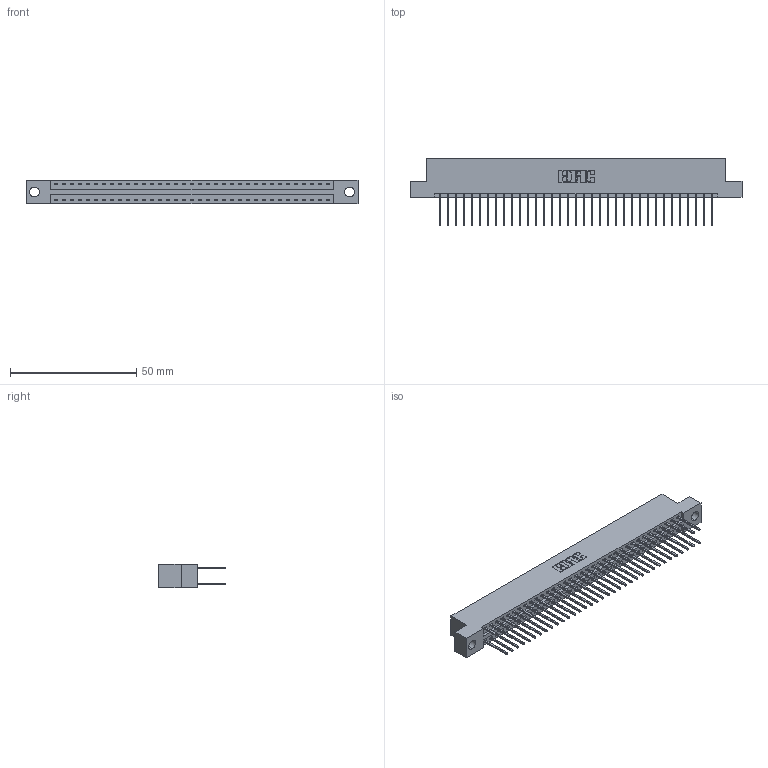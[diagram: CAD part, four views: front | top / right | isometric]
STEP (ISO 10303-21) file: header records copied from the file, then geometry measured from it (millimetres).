
FILE_DESCRIPTION (( 'STEP AP203' ), '1' );
FILE_NAME ('346-070-522-204.STEP', '2022-05-24T21:07:06', ( '' ), ( '' ), 'SwSTEP 2.0', 'SolidWorks 2020', '' );
FILE_SCHEMA (( 'CONFIG_CONTROL_DESIGN' ));
Length unit declared in the file: inch
Products named in the file (3): 346-070-522-204; 345-292-001_345-293-122; 346 Part_Flush Mounting Lugs - 0.156 Dia-TH
Assembly tree (71 placements, depth 2):
  346-070-522-204
    346 Part_Flush Mounting Lugs - 0.156 Dia-TH
    345-292-001_345-293-122  x70
Bounding box: 131.7 x 26.42 x 9.4 mm (x, y, z)
Volume: 12861.3 mm3; surface area: 18248.1 mm2
Topology: 71 solids, 71 shells, 3776 faces, 11215 edges, 7382 vertices
Faces by surface type: plane 2540, cylinder 1236
Entity records: 24221 total; most frequent: CARTESIAN_POINT 4006, ORIENTED_EDGE 3938, DIRECTION 3581, EDGE_CURVE 1969, LINE 1697, VECTOR 1697, VERTEX_POINT 1310, AXIS2_PLACEMENT_3D 942
